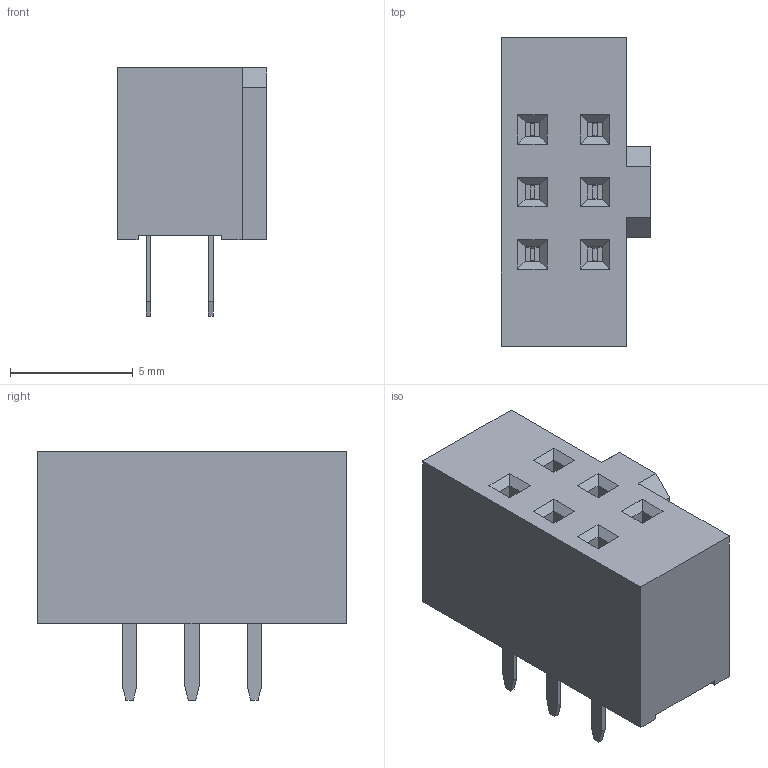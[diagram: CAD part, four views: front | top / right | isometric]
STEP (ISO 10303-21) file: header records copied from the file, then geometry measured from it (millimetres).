
FILE_DESCRIPTION (( 'STEP AP214' ), '1' );
FILE_NAME ('PinSocket_2x03_P2.54mm_Vertical.step', '2019-05-08T07:02:43', ( '' ), ( '' ), 'SwSTEP 2.0', 'SolidWorks 2015', '' );
FILE_SCHEMA (( 'AUTOMOTIVE_DESIGN' ));
Length unit declared in the file: millimetre
Products named in the file (2): PinSocket_2x03_P2.54mm_Vertical
Bounding box: 6.08 x 12.55 x 10.1 mm (x, y, z)
Volume: 452.1 mm3; surface area: 522.1 mm2
Topology: 1 solids, 1 shells, 190 faces, 486 edges, 316 vertices
Faces by surface type: plane 190
Entity records: 7737 total; most frequent: CARTESIAN_POINT 994, ORIENTED_EDGE 972, DIRECTION 870, LINE 486, EDGE_CURVE 486, VECTOR 486, VERTEX_POINT 316, EDGE_LOOP 208
